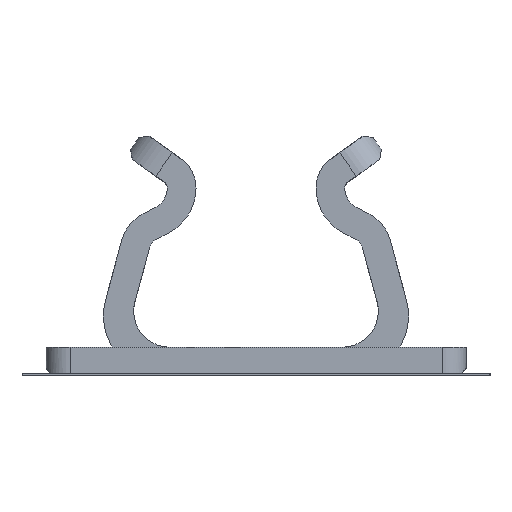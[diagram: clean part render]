
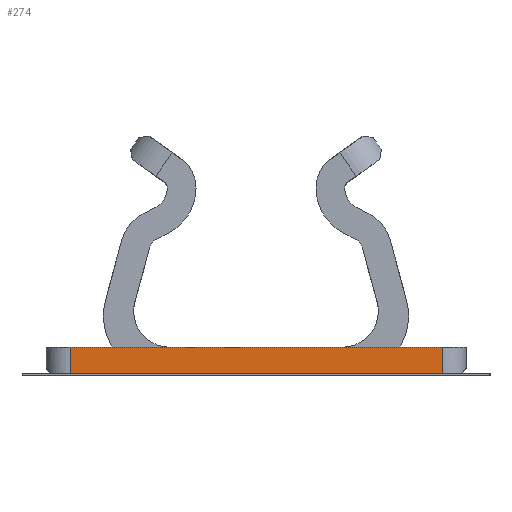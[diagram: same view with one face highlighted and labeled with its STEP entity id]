
A CAD part, left-side view. The second image highlights one B-rep face of the part: STEP entity #274.
In plain terms, the highlighted planar face has unit normal (-1, 0, 0).
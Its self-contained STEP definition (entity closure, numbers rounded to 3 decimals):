
#274=ADVANCED_FACE('',(#470),#382,.T.);
#382=PLANE('',#2790);
#470=FACE_OUTER_BOUND('',#596,.T.);
#596=EDGE_LOOP('',(#1159,#1160,#1161,#1162));
#1159=ORIENTED_EDGE('',*,*,#2044,.T.);
#1160=ORIENTED_EDGE('',*,*,#2045,.T.);
#1161=ORIENTED_EDGE('',*,*,#2046,.T.);
#1162=ORIENTED_EDGE('',*,*,#1921,.T.);
#1648=VERTEX_POINT('',#3921);
#1649=VERTEX_POINT('',#3923);
#1733=VERTEX_POINT('',#4164);
#1734=VERTEX_POINT('',#4168);
#1921=EDGE_CURVE('',#1649,#1648,#2254,.T.);
#2044=EDGE_CURVE('',#1648,#1733,#2329,.T.);
#2045=EDGE_CURVE('',#1733,#1734,#2330,.T.);
#2046=EDGE_CURVE('',#1734,#1649,#2331,.T.);
#2254=LINE('',#3922,#2490);
#2329=LINE('',#4165,#2565);
#2330=LINE('',#4167,#2566);
#2331=LINE('',#4169,#2567);
#2490=VECTOR('',#3121,1.);
#2565=VECTOR('',#3362,1.);
#2566=VECTOR('',#3365,1.);
#2567=VECTOR('',#3366,1.);
#2790=AXIS2_PLACEMENT_3D('',#4170,#3367,#3368);
#3121=DIRECTION('',(0.,-1.,0.));
#3362=DIRECTION('',(0.,0.,1.));
#3365=DIRECTION('',(0.,1.,0.));
#3366=DIRECTION('',(0.,0.,-1.));
#3367=DIRECTION('',(-1.,0.,0.));
#3368=DIRECTION('',(0.,1.,0.));
#3921=CARTESIAN_POINT('',(-1.7,-0.775,0.086));
#3922=CARTESIAN_POINT('',(-1.7,0.775,0.086));
#3923=CARTESIAN_POINT('',(-1.7,0.775,0.086));
#4164=CARTESIAN_POINT('',(-1.7,-0.775,0.196));
#4165=CARTESIAN_POINT('',(-1.7,-0.775,0.086));
#4167=CARTESIAN_POINT('',(-1.7,-0.775,0.196));
#4168=CARTESIAN_POINT('',(-1.7,0.775,0.196));
#4169=CARTESIAN_POINT('',(-1.7,0.775,0.196));
#4170=CARTESIAN_POINT('',(-1.7,0.875,-0.241));
